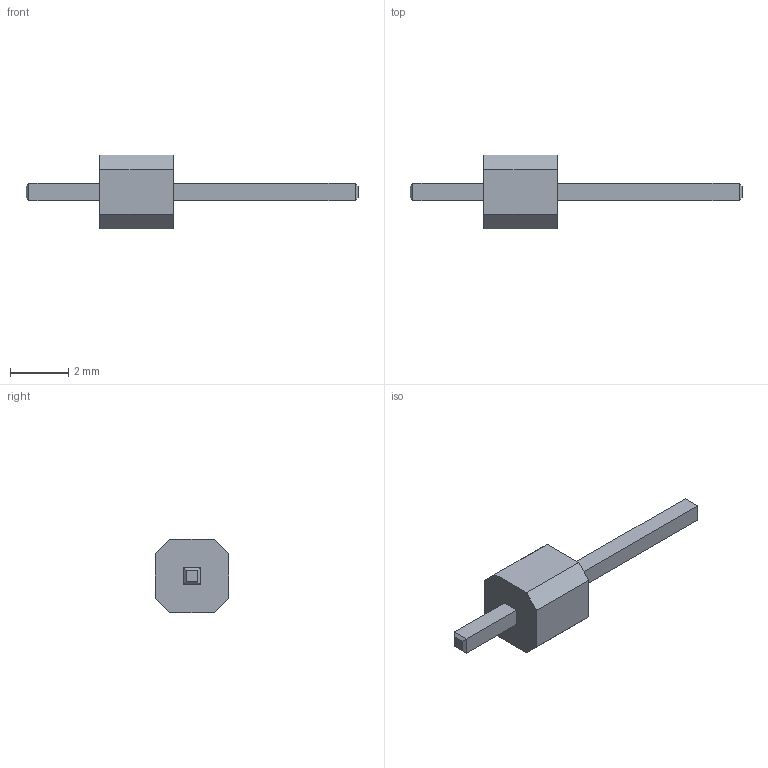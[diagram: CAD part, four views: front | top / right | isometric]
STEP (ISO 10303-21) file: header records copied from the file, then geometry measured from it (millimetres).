
FILE_DESCRIPTION (( 'STEP AP214' ), '1' );
FILE_NAME ('Conn_PLS-1.STEP', '2018-04-18T15:31:44', ( '' ), ( '' ), 'SwSTEP 2.0', 'SolidWorks 2018', '' );
FILE_SCHEMA (( 'AUTOMOTIVE_DESIGN' ));
Length unit declared in the file: millimetre
Products named in the file (1): Conn_PLS-1
Bounding box: 11.44 x 2.54 x 2.54 mm (x, y, z)
Volume: 18.3 mm3; surface area: 55.8 mm2
Topology: 1 solids, 1 shells, 28 faces, 64 edges, 40 vertices
Faces by surface type: plane 28
Entity records: 1106 total; most frequent: CARTESIAN_POINT 133, ORIENTED_EDGE 128, DIRECTION 122, VECTOR 64, LINE 64, EDGE_CURVE 64, VERTEX_POINT 40, UNCERTAINTY_MEASURE_WITH_UNIT 31
